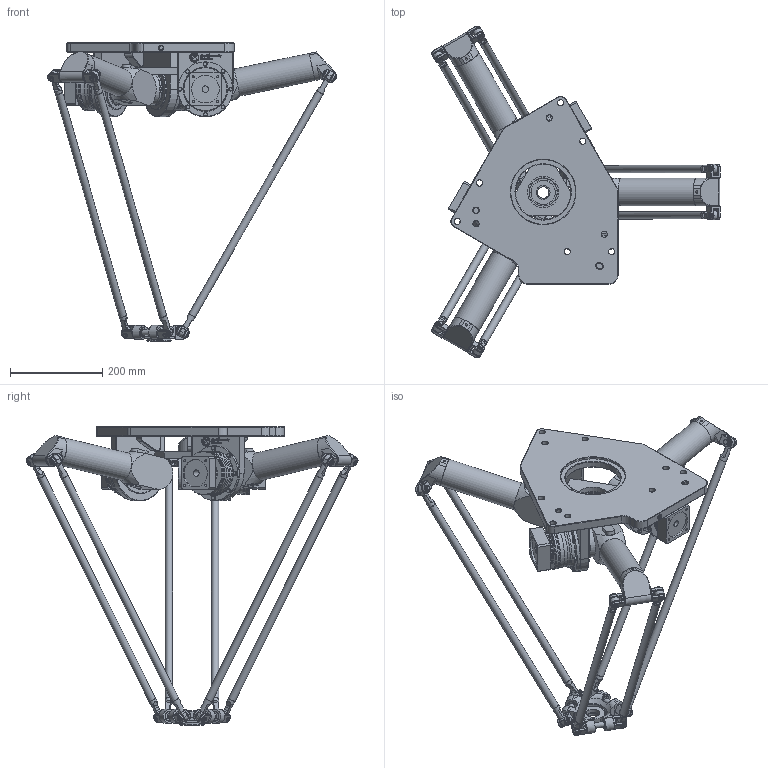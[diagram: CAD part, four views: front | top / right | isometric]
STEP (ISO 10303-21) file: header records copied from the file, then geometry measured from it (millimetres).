
FILE_DESCRIPTION(/* description */ (''),/* implementation_level */ '2;1');
FILE_NAME(/* name */ '3D-model_A_00875.stp',/* time_stamp */ '2021-12-07T09:11:24+01:00',/* author */ ('michael.schutter'),/* organization */ ('Majatronic'),/* preprocessor_version */ 'ST-DEVELOPER v16.5',/* originating_system */ 'Autodesk Inventor 2017',/* authorisation */ '');
FILE_SCHEMA (('AUTOMOTIVE_DESIGN { 1 0 10303 214 3 1 1 }'));
Length unit declared in the file: millimetre
Products named in the file (8): A_00875_DUMMY; MT_BGR00100331; MT_WST00100778; MT_WST00055542MT_WST; MT_WST00064537MT_WST; MT_WST00064538MT_WST; MT_WST00101401; MT_WST00067355MT_WST
Assembly tree (21 placements, depth 3):
  A_00875_DUMMY
    MT_BGR00100331
      MT_WST00100778
      MT_WST00055542MT_WST  x3
    MT_WST00064537MT_WST  x3
    MT_WST00064538MT_WST  x6
    MT_WST00101401  x6
    MT_WST00067355MT_WST
Bounding box: 624.58 x 718.03 x 645 mm (x, y, z)
Volume: 8663815.9 mm3; surface area: 1064174.1 mm2
Topology: 20 solids, 20 shells, 2608 faces, 6046 edges, 3816 vertices
Faces by surface type: plane 1412, cylinder 781, cone 234, torus 130, bspline 51
Full cylindrical faces by diameter (mm): 4.917 x19, 5 x24, 5.188 x24, 6 x1, 8 x36, 8.5 x48, 9 x1, 11.5 x6, 12 x34, 13.5 x9, 14 x3, 15.8 x12, 16 x30, 18 x24, 25 x1, 30 x1, 53 x2, 59.8 x6, 60 x6, 60.5 x1, 61 x1, 63 x6, 67 x3, 67.4 x3, 68 x1, 90 x3, 90.001 x3, 91.003 x3, 95.503 x3, 118 x3
Entity records: 48792 total; most frequent: CARTESIAN_POINT 15532, DIRECTION 6895, ORIENTED_EDGE 6312, EDGE_CURVE 3156, AXIS2_PLACEMENT_3D 2502, VERTEX_POINT 2170, LINE 1891, VECTOR 1891
